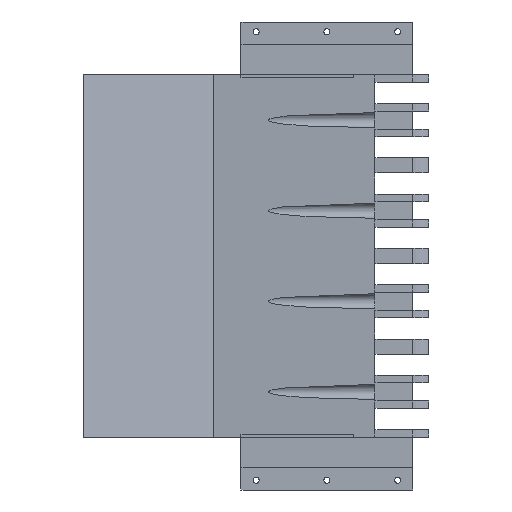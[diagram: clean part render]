
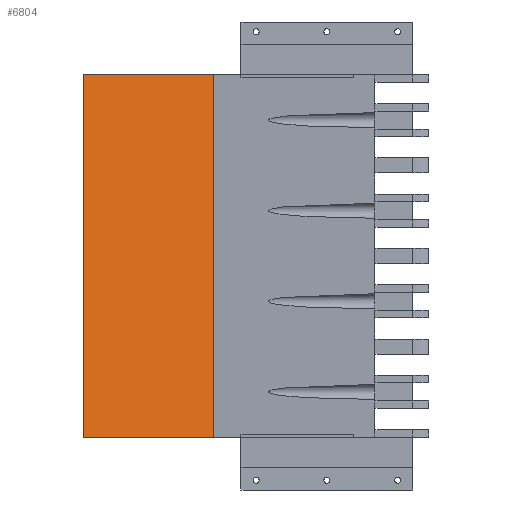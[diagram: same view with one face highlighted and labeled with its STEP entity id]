
A CAD part, front view. The second image highlights one B-rep face of the part: STEP entity #6804.
In plain terms, the highlighted planar face has unit normal (0.445, -0.896, 0).
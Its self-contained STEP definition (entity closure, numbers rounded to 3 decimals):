
#269=CARTESIAN_POINT('',(-386.457,-70.831,480.));
#270=VERTEX_POINT('',#269);
#310=CARTESIAN_POINT('',(-386.457,-70.831,0.));
#311=VERTEX_POINT('',#310);
#318=CARTESIAN_POINT('',(-386.457,-70.831,0.));
#319=DIRECTION('',(0.,0.,1.));
#320=VECTOR('',#319,480.);
#321=LINE('',#318,#320);
#322=EDGE_CURVE('',#311,#270,#321,.T.);
#3870=CARTESIAN_POINT('',(-213.363,15.12,480.));
#3871=VERTEX_POINT('',#3870);
#3872=CARTESIAN_POINT('',(-386.457,-70.831,480.));
#3873=DIRECTION('',(0.896,0.445,0.));
#3874=VECTOR('',#3873,193.259);
#3875=LINE('',#3872,#3874);
#3876=EDGE_CURVE('',#270,#3871,#3875,.T.);
#6781=CARTESIAN_POINT('',(-299.91,-27.856,240.));
#6782=DIRECTION('',(-0.896,-0.445,0.));
#6783=DIRECTION('',(0.445,-0.896,0.));
#6784=AXIS2_PLACEMENT_3D('',#6781,#6783,#6782);
#6785=PLANE('',#6784);
#6786=ORIENTED_EDGE('',*,*,#3876,.F.);
#6787=ORIENTED_EDGE('',*,*,#322,.F.);
#6788=CARTESIAN_POINT('',(-213.363,15.12,0.));
#6789=VERTEX_POINT('',#6788);
#6790=CARTESIAN_POINT('',(-386.457,-70.831,0.));
#6791=DIRECTION('',(0.896,0.445,0.));
#6792=VECTOR('',#6791,193.259);
#6793=LINE('',#6790,#6792);
#6794=EDGE_CURVE('',#311,#6789,#6793,.T.);
#6795=ORIENTED_EDGE('E604',*,*,#6794,.T.);
#6796=CARTESIAN_POINT('',(-213.363,15.12,0.));
#6797=DIRECTION('',(0.,0.,1.));
#6798=VECTOR('',#6797,480.);
#6799=LINE('',#6796,#6798);
#6800=EDGE_CURVE('',#6789,#3871,#6799,.T.);
#6801=ORIENTED_EDGE('E605',*,*,#6800,.T.);
#6802=EDGE_LOOP('',(#6786,#6787,#6795,#6801));
#6803=FACE_OUTER_BOUND('',#6802,.T.);
#6804=ADVANCED_FACE('F203',(#6803),#6785,.T.);
